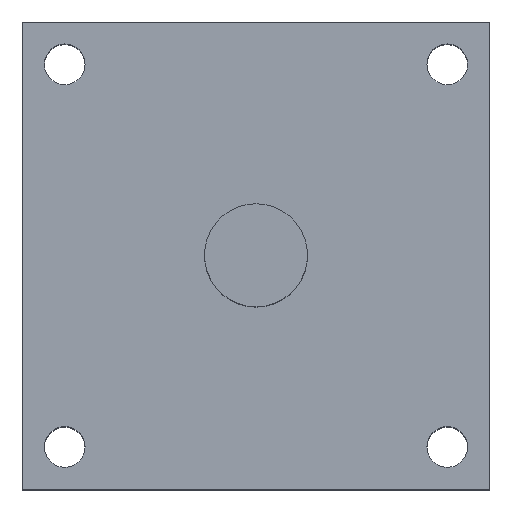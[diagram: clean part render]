
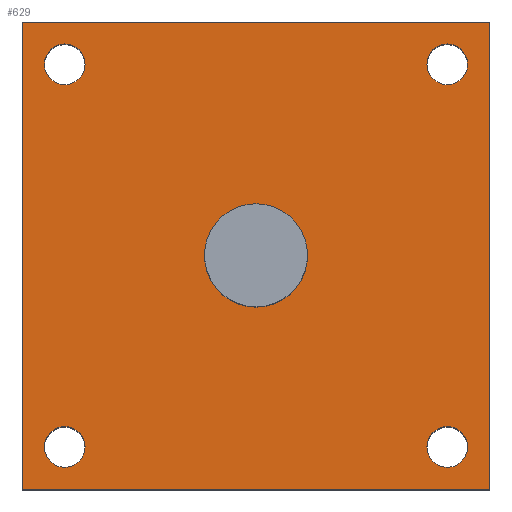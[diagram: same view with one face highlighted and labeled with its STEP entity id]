
A CAD part, top view. The second image highlights one B-rep face of the part: STEP entity #629.
In plain terms, the highlighted planar face has unit normal (0, 0, 1).
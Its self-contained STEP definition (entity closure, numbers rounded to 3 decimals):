
#29 = DIRECTION ( 'NONE',  ( 0., 0., 1. ) ) ;
#30 = EDGE_LOOP ( 'NONE', ( #408, #844, #279, #662 ) ) ;
#32 = DIRECTION ( 'NONE',  ( 1., 0., 0. ) ) ;
#39 = EDGE_CURVE ( 'NONE', #71, #1053, #616, .T. ) ;
#40 = DIRECTION ( 'NONE',  ( 1., 0., 0. ) ) ;
#49 = CARTESIAN_POINT ( 'NONE',  ( 6.33, 0., 48.2 ) ) ;
#52 = CARTESIAN_POINT ( 'NONE',  ( -26., 23.5, 48.2 ) ) ;
#59 = DIRECTION ( 'NONE',  ( 0., 0., 1. ) ) ;
#66 = CARTESIAN_POINT ( 'NONE',  ( 23.5, 23.5, 48.2 ) ) ;
#71 = VERTEX_POINT ( 'NONE', #441 ) ;
#79 = CIRCLE ( 'NONE', #510, 2.5 ) ;
#85 = ORIENTED_EDGE ( 'NONE', *, *, #299, .F. ) ;
#88 = AXIS2_PLACEMENT_3D ( 'NONE', #342, #433, #949 ) ;
#93 = DIRECTION ( 'NONE',  ( 0., 0., 1. ) ) ;
#118 = EDGE_CURVE ( 'NONE', #170, #609, #594, .T. ) ;
#121 = FACE_BOUND ( 'NONE', #193, .T. ) ;
#149 = CARTESIAN_POINT ( 'NONE',  ( 0., 0., 48.2 ) ) ;
#157 = DIRECTION ( 'NONE',  ( 1., 0., 0. ) ) ;
#167 = DIRECTION ( 'NONE',  ( 1., 0., 0. ) ) ;
#170 = VERTEX_POINT ( 'NONE', #891 ) ;
#174 = CARTESIAN_POINT ( 'NONE',  ( -28.7, 28.7, 48.2 ) ) ;
#176 = CIRCLE ( 'NONE', #979, 2.5 ) ;
#184 = CIRCLE ( 'NONE', #380, 2.5 ) ;
#188 = FACE_BOUND ( 'NONE', #395, .T. ) ;
#191 = CARTESIAN_POINT ( 'NONE',  ( -23.5, 23.5, 48.2 ) ) ;
#193 = EDGE_LOOP ( 'NONE', ( #820, #560 ) ) ;
#198 = CARTESIAN_POINT ( 'NONE',  ( -23.5, -23.5, 48.2 ) ) ;
#209 = AXIS2_PLACEMENT_3D ( 'NONE', #910, #1005, #40 ) ;
#210 = CARTESIAN_POINT ( 'NONE',  ( 23.5, 23.5, 48.2 ) ) ;
#214 = DIRECTION ( 'NONE',  ( 1., 0., 0. ) ) ;
#221 = CARTESIAN_POINT ( 'NONE',  ( 26., 23.5, 48.2 ) ) ;
#230 = EDGE_LOOP ( 'NONE', ( #85, #779 ) ) ;
#236 = ORIENTED_EDGE ( 'NONE', *, *, #1011, .F. ) ;
#240 = CARTESIAN_POINT ( 'NONE',  ( 21., -23.5, 48.2 ) ) ;
#252 = CARTESIAN_POINT ( 'NONE',  ( 0., 0., 48.2 ) ) ;
#256 = LINE ( 'NONE', #839, #514 ) ;
#271 = CIRCLE ( 'NONE', #291, 2.5 ) ;
#279 = ORIENTED_EDGE ( 'NONE', *, *, #39, .T. ) ;
#291 = AXIS2_PLACEMENT_3D ( 'NONE', #344, #93, #597 ) ;
#294 = DIRECTION ( 'NONE',  ( 0., 0., 1. ) ) ;
#299 = EDGE_CURVE ( 'NONE', #705, #350, #329, .T. ) ;
#314 = AXIS2_PLACEMENT_3D ( 'NONE', #149, #59, #157 ) ;
#319 = VERTEX_POINT ( 'NONE', #823 ) ;
#320 = EDGE_CURVE ( 'NONE', #619, #547, #184, .T. ) ;
#329 = CIRCLE ( 'NONE', #209, 6.33 ) ;
#333 = CARTESIAN_POINT ( 'NONE',  ( -28.7, -28.7, 48.2 ) ) ;
#342 = CARTESIAN_POINT ( 'NONE',  ( -23.5, 23.5, 48.2 ) ) ;
#344 = CARTESIAN_POINT ( 'NONE',  ( 23.5, -23.5, 48.2 ) ) ;
#350 = VERTEX_POINT ( 'NONE', #49 ) ;
#372 = PLANE ( 'NONE',  #314 ) ;
#375 = DIRECTION ( 'NONE',  ( 0., 0., 1. ) ) ;
#380 = AXIS2_PLACEMENT_3D ( 'NONE', #198, #294, #473 ) ;
#395 = EDGE_LOOP ( 'NONE', ( #945, #590 ) ) ;
#408 = ORIENTED_EDGE ( 'NONE', *, *, #508, .T. ) ;
#411 = DIRECTION ( 'NONE',  ( 1., 0., 0. ) ) ;
#415 = DIRECTION ( 'NONE',  ( 0., 0., 1. ) ) ;
#417 = AXIS2_PLACEMENT_3D ( 'NONE', #191, #375, #32 ) ;
#423 = DIRECTION ( 'NONE',  ( 0., 0., 1. ) ) ;
#426 = CARTESIAN_POINT ( 'NONE',  ( 28.7, -28.7, 48.2 ) ) ;
#428 = FACE_BOUND ( 'NONE', #474, .T. ) ;
#430 = ORIENTED_EDGE ( 'NONE', *, *, #958, .F. ) ;
#433 = DIRECTION ( 'NONE',  ( 0., 0., 1. ) ) ;
#441 = CARTESIAN_POINT ( 'NONE',  ( -28.7, 28.7, 48.2 ) ) ;
#462 = VECTOR ( 'NONE', #487, 1000. ) ;
#473 = DIRECTION ( 'NONE',  ( 1., 0., 0. ) ) ;
#474 = EDGE_LOOP ( 'NONE', ( #970, #236 ) ) ;
#482 = FACE_BOUND ( 'NONE', #230, .T. ) ;
#487 = DIRECTION ( 'NONE',  ( 0., 1., 0. ) ) ;
#508 = EDGE_CURVE ( 'NONE', #767, #1014, #994, .T. ) ;
#510 = AXIS2_PLACEMENT_3D ( 'NONE', #882, #711, #1056 ) ;
#514 = VECTOR ( 'NONE', #411, 1000. ) ;
#525 = FACE_OUTER_BOUND ( 'NONE', #30, .T. ) ;
#547 = VERTEX_POINT ( 'NONE', #1075 ) ;
#560 = ORIENTED_EDGE ( 'NONE', *, *, #670, .F. ) ;
#564 = EDGE_CURVE ( 'NONE', #687, #818, #741, .T. ) ;
#576 = CARTESIAN_POINT ( 'NONE',  ( -21., -23.5, 48.2 ) ) ;
#578 = DIRECTION ( 'NONE',  ( -1., 0., 0. ) ) ;
#590 = ORIENTED_EDGE ( 'NONE', *, *, #908, .F. ) ;
#594 = CIRCLE ( 'NONE', #417, 2.5 ) ;
#597 = DIRECTION ( 'NONE',  ( 1., 0., 0. ) ) ;
#609 = VERTEX_POINT ( 'NONE', #52 ) ;
#614 = CIRCLE ( 'NONE', #1059, 6.33 ) ;
#616 = LINE ( 'NONE', #174, #731 ) ;
#619 = VERTEX_POINT ( 'NONE', #576 ) ;
#629 = ADVANCED_FACE ( 'NONE', ( #428, #121, #814, #188, #525, #482 ), #372, .T. ) ;
#632 = LINE ( 'NONE', #1099, #669 ) ;
#642 = AXIS2_PLACEMENT_3D ( 'NONE', #66, #1117, #1041 ) ;
#662 = ORIENTED_EDGE ( 'NONE', *, *, #879, .T. ) ;
#669 = VECTOR ( 'NONE', #578, 1000. ) ;
#670 = EDGE_CURVE ( 'NONE', #818, #687, #760, .T. ) ;
#672 = CARTESIAN_POINT ( 'NONE',  ( -6.33, 0., 48.2 ) ) ;
#687 = VERTEX_POINT ( 'NONE', #221 ) ;
#705 = VERTEX_POINT ( 'NONE', #672 ) ;
#711 = DIRECTION ( 'NONE',  ( 0., 0., 1. ) ) ;
#731 = VECTOR ( 'NONE', #792, 1000. ) ;
#741 = CIRCLE ( 'NONE', #990, 2.5 ) ;
#760 = CIRCLE ( 'NONE', #642, 2.5 ) ;
#767 = VERTEX_POINT ( 'NONE', #426 ) ;
#771 = CARTESIAN_POINT ( 'NONE',  ( 21., 23.5, 48.2 ) ) ;
#779 = ORIENTED_EDGE ( 'NONE', *, *, #939, .F. ) ;
#792 = DIRECTION ( 'NONE',  ( 0., -1., 0. ) ) ;
#814 = FACE_BOUND ( 'NONE', #1089, .T. ) ;
#818 = VERTEX_POINT ( 'NONE', #771 ) ;
#820 = ORIENTED_EDGE ( 'NONE', *, *, #564, .F. ) ;
#822 = EDGE_CURVE ( 'NONE', #1014, #71, #632, .T. ) ;
#823 = CARTESIAN_POINT ( 'NONE',  ( 26., -23.5, 48.2 ) ) ;
#839 = CARTESIAN_POINT ( 'NONE',  ( -28.7, -28.7, 48.2 ) ) ;
#844 = ORIENTED_EDGE ( 'NONE', *, *, #822, .T. ) ;
#873 = CARTESIAN_POINT ( 'NONE',  ( 28.7, 28.7, 48.2 ) ) ;
#879 = EDGE_CURVE ( 'NONE', #1053, #767, #256, .T. ) ;
#882 = CARTESIAN_POINT ( 'NONE',  ( 23.5, -23.5, 48.2 ) ) ;
#891 = CARTESIAN_POINT ( 'NONE',  ( -21., 23.5, 48.2 ) ) ;
#908 = EDGE_CURVE ( 'NONE', #547, #619, #176, .T. ) ;
#910 = CARTESIAN_POINT ( 'NONE',  ( 0., 0., 48.2 ) ) ;
#925 = CARTESIAN_POINT ( 'NONE',  ( 28.7, -28.7, 48.2 ) ) ;
#939 = EDGE_CURVE ( 'NONE', #350, #705, #614, .T. ) ;
#944 = CARTESIAN_POINT ( 'NONE',  ( -23.5, -23.5, 48.2 ) ) ;
#945 = ORIENTED_EDGE ( 'NONE', *, *, #320, .F. ) ;
#947 = VERTEX_POINT ( 'NONE', #240 ) ;
#949 = DIRECTION ( 'NONE',  ( 1., 0., 0. ) ) ;
#958 = EDGE_CURVE ( 'NONE', #319, #947, #271, .T. ) ;
#970 = ORIENTED_EDGE ( 'NONE', *, *, #118, .F. ) ;
#979 = AXIS2_PLACEMENT_3D ( 'NONE', #944, #415, #1038 ) ;
#990 = AXIS2_PLACEMENT_3D ( 'NONE', #210, #29, #214 ) ;
#994 = LINE ( 'NONE', #925, #462 ) ;
#1005 = DIRECTION ( 'NONE',  ( 0., 0., 1. ) ) ;
#1007 = CIRCLE ( 'NONE', #88, 2.5 ) ;
#1011 = EDGE_CURVE ( 'NONE', #609, #170, #1007, .T. ) ;
#1014 = VERTEX_POINT ( 'NONE', #873 ) ;
#1038 = DIRECTION ( 'NONE',  ( 1., 0., 0. ) ) ;
#1041 = DIRECTION ( 'NONE',  ( 1., 0., 0. ) ) ;
#1053 = VERTEX_POINT ( 'NONE', #333 ) ;
#1056 = DIRECTION ( 'NONE',  ( 1., 0., 0. ) ) ;
#1059 = AXIS2_PLACEMENT_3D ( 'NONE', #252, #423, #167 ) ;
#1075 = CARTESIAN_POINT ( 'NONE',  ( -26., -23.5, 48.2 ) ) ;
#1089 = EDGE_LOOP ( 'NONE', ( #430, #1120 ) ) ;
#1099 = CARTESIAN_POINT ( 'NONE',  ( 28.7, 28.7, 48.2 ) ) ;
#1117 = DIRECTION ( 'NONE',  ( 0., 0., 1. ) ) ;
#1120 = ORIENTED_EDGE ( 'NONE', *, *, #1130, .F. ) ;
#1130 = EDGE_CURVE ( 'NONE', #947, #319, #79, .T. ) ;
